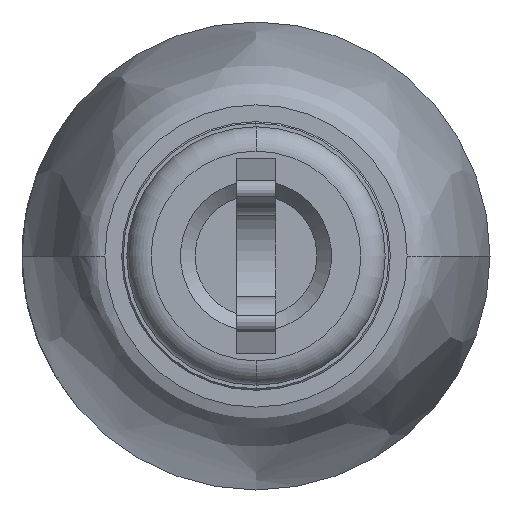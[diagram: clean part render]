
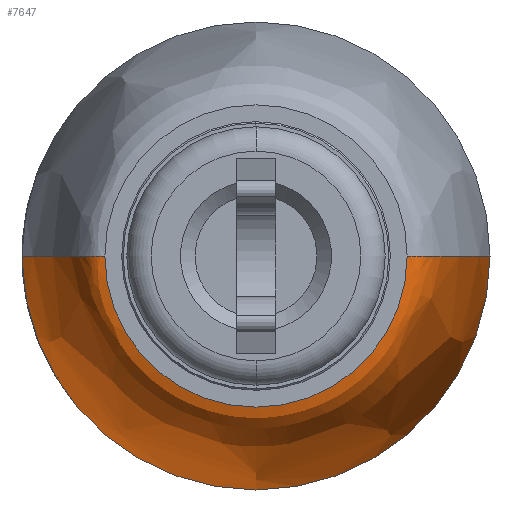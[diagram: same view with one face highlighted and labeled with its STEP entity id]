
A CAD part, left-side view. The second image highlights one B-rep face of the part: STEP entity #7647.
In plain terms, the highlighted free-form (B-spline) face has degree [3, 3] with [6, 4] control points.
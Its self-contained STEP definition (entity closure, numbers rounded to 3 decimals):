
#1526 = CARTESIAN_POINT ( 'NONE',  ( 4.822, -3.1, 0. ) ) ;
#2951 = CARTESIAN_POINT ( 'NONE',  ( 13.398, 4.8, -9.6 ) ) ;
#3115 = CARTESIAN_POINT ( 'NONE',  ( 4.822, -3.71, -7.421 ) ) ;
#3506 = VERTEX_POINT ( 'NONE', #20244 ) ;
#4449 = VERTEX_POINT ( 'NONE', #44393 ) ;
#5475 = EDGE_CURVE ( 'NONE', #8763, #34478, #44609, .T. ) ;
#6323 = AXIS2_PLACEMENT_3D ( 'NONE', #32392, #10963, #36002 ) ;
#6552 = CARTESIAN_POINT ( 'NONE',  ( 13.398, -4.8, 0. ) ) ;
#6697 = CARTESIAN_POINT ( 'NONE',  ( 4.822, 3.1, 0. ) ) ;
#7647 = ADVANCED_FACE ( 'NONE', ( #18348 ), #12075, .F. ) ;
#7729 = DIRECTION ( 'NONE',  ( -1., 0., 0. ) ) ;
#8155 = CIRCLE ( 'NONE', #6323, 4.8 ) ;
#8763 = VERTEX_POINT ( 'NONE', #40493 ) ;
#8944 = B_SPLINE_CURVE_WITH_KNOTS ( 'NONE', 3,
 ( #41638, #30896, #41801, #20192, #45407, #23843 ),
 .UNSPECIFIED., .F., .F.,
 ( 4, 1, 1, 4 ),
 ( 0., 0.429, 0.529, 1. ),
 .UNSPECIFIED. ) ;
#10163 = CARTESIAN_POINT ( 'NONE',  ( 10.153, 4.759, -9.518 ) ) ;
#10316 = CARTESIAN_POINT ( 'NONE',  ( 4.822, -3.1, -6.2 ) ) ;
#10668 = EDGE_CURVE ( 'NONE', #41522, #3506, #8944, .T. ) ;
#10963 = DIRECTION ( 'NONE',  ( -1., 0., 0. ) ) ;
#11605 = EDGE_CURVE ( 'NONE', #41522, #4449, #8155, .T. ) ;
#11842 = DIRECTION ( 'NONE',  ( -1., 0., 0. ) ) ;
#12075 =( BOUNDED_SURFACE ( )  B_SPLINE_SURFACE ( 3, 3, ( 
 ( #31239, #42314, #20687, #45928 ),
 ( #24339, #2951, #27961, #6552 ),
 ( #31545, #10163, #35175, #13708 ),
 ( #38806, #17293, #42476, #20835 ),
 ( #46090, #24499, #3115, #28115 ),
 ( #6697, #31700, #10316, #35319 ) ),
 .UNSPECIFIED., .F., .F., .T. ) 
 B_SPLINE_SURFACE_WITH_KNOTS ( ( 4, 1, 1, 4 ),
 ( 4, 4 ),
 ( 0., 0.429, 0.529, 1. ),
 ( 0., 1. ),
 .UNSPECIFIED. ) 
 GEOMETRIC_REPRESENTATION_ITEM ( )  RATIONAL_B_SPLINE_SURFACE ( (
 ( 1., 0.333, 0.333, 1.),
 ( 1., 0.333, 0.333, 1.),
 ( 1., 0.333, 0.333, 1.),
 ( 1., 0.333, 0.333, 1.),
 ( 1., 0.333, 0.333, 1.),
 ( 1., 0.333, 0.333, 1.) ) ) 
 REPRESENTATION_ITEM ( '' )  SURFACE ( )  );
#13708 = CARTESIAN_POINT ( 'NONE',  ( 10.153, -4.759, 0. ) ) ;
#15723 = CARTESIAN_POINT ( 'NONE',  ( 10.153, -4.759, 0. ) ) ;
#17293 = CARTESIAN_POINT ( 'NONE',  ( 6.753, 4.294, -8.588 ) ) ;
#18348 = FACE_OUTER_BOUND ( 'NONE', #44442, .T. ) ;
#19256 = CARTESIAN_POINT ( 'NONE',  ( 13.822, -4.8, 0. ) ) ;
#20192 = CARTESIAN_POINT ( 'NONE',  ( 6.753, 4.294, 0. ) ) ;
#20244 = CARTESIAN_POINT ( 'NONE',  ( 4.822, 3.1, 0. ) ) ;
#20687 = CARTESIAN_POINT ( 'NONE',  ( 13.822, -4.8, -9.6 ) ) ;
#20835 = CARTESIAN_POINT ( 'NONE',  ( 6.753, -4.294, 0. ) ) ;
#22681 = CARTESIAN_POINT ( 'NONE',  ( 13.398, -4.8, 0. ) ) ;
#22845 = CARTESIAN_POINT ( 'NONE',  ( 4.822, -3.71, 0. ) ) ;
#23843 = CARTESIAN_POINT ( 'NONE',  ( 4.822, 3.1, 0. ) ) ;
#24339 = CARTESIAN_POINT ( 'NONE',  ( 13.398, 4.8, 0. ) ) ;
#24499 = CARTESIAN_POINT ( 'NONE',  ( 4.822, 3.71, -7.421 ) ) ;
#27961 = CARTESIAN_POINT ( 'NONE',  ( 13.398, -4.8, -9.6 ) ) ;
#27967 = AXIS2_PLACEMENT_3D ( 'NONE', #33290, #11842, #36888 ) ;
#28115 = CARTESIAN_POINT ( 'NONE',  ( 4.822, -3.71, 0. ) ) ;
#28550 = ORIENTED_EDGE ( 'NONE', *, *, #11605, .T. ) ;
#28852 = EDGE_CURVE ( 'NONE', #3506, #34478, #35578, .T. ) ;
#29139 = CARTESIAN_POINT ( 'NONE',  ( 13.822, 0., 0. ) ) ;
#29649 = CARTESIAN_POINT ( 'NONE',  ( 4.822, -3.1, 0. ) ) ;
#30896 = CARTESIAN_POINT ( 'NONE',  ( 13.398, 4.8, 0. ) ) ;
#31239 = CARTESIAN_POINT ( 'NONE',  ( 13.822, 4.8, 0. ) ) ;
#31545 = CARTESIAN_POINT ( 'NONE',  ( 10.153, 4.759, 0. ) ) ;
#31700 = CARTESIAN_POINT ( 'NONE',  ( 4.822, 3.1, -6.2 ) ) ;
#32392 = CARTESIAN_POINT ( 'NONE',  ( 13.822, 0., 0. ) ) ;
#32763 = DIRECTION ( 'NONE',  ( 0., 0., 1. ) ) ;
#33101 = ORIENTED_EDGE ( 'NONE', *, *, #33126, .T. ) ;
#33126 = EDGE_CURVE ( 'NONE', #4449, #8763, #45617, .T. ) ;
#33290 = CARTESIAN_POINT ( 'NONE',  ( 4.822, 0., 0. ) ) ;
#33980 = CARTESIAN_POINT ( 'NONE',  ( 13.822, 4.8, 0. ) ) ;
#34478 = VERTEX_POINT ( 'NONE', #29649 ) ;
#34845 = AXIS2_PLACEMENT_3D ( 'NONE', #29139, #7729, #32763 ) ;
#35175 = CARTESIAN_POINT ( 'NONE',  ( 10.153, -4.759, -9.518 ) ) ;
#35319 = CARTESIAN_POINT ( 'NONE',  ( 4.822, -3.1, 0. ) ) ;
#35578 = CIRCLE ( 'NONE', #27967, 3.1 ) ;
#36002 = DIRECTION ( 'NONE',  ( 0., 0., 1. ) ) ;
#36888 = DIRECTION ( 'NONE',  ( 0., 0., 1. ) ) ;
#37656 = ORIENTED_EDGE ( 'NONE', *, *, #10668, .F. ) ;
#38717 = ORIENTED_EDGE ( 'NONE', *, *, #5475, .T. ) ;
#38806 = CARTESIAN_POINT ( 'NONE',  ( 6.753, 4.294, 0. ) ) ;
#40215 = ORIENTED_EDGE ( 'NONE', *, *, #28852, .F. ) ;
#40493 = CARTESIAN_POINT ( 'NONE',  ( 13.822, -4.8, 0. ) ) ;
#41522 = VERTEX_POINT ( 'NONE', #33980 ) ;
#41638 = CARTESIAN_POINT ( 'NONE',  ( 13.822, 4.8, 0. ) ) ;
#41801 = CARTESIAN_POINT ( 'NONE',  ( 10.153, 4.759, 0. ) ) ;
#42314 = CARTESIAN_POINT ( 'NONE',  ( 13.822, 4.8, -9.6 ) ) ;
#42476 = CARTESIAN_POINT ( 'NONE',  ( 6.753, -4.294, -8.588 ) ) ;
#44393 = CARTESIAN_POINT ( 'NONE',  ( 13.822, 0., -4.8 ) ) ;
#44442 = EDGE_LOOP ( 'NONE', ( #33101, #38717, #40215, #37656, #28550 ) ) ;
#44444 = CARTESIAN_POINT ( 'NONE',  ( 6.753, -4.294, 0. ) ) ;
#44609 = B_SPLINE_CURVE_WITH_KNOTS ( 'NONE', 3,
 ( #19256, #22681, #15723, #44444, #22845, #1526 ),
 .UNSPECIFIED., .F., .F.,
 ( 4, 1, 1, 4 ),
 ( 0., 0.429, 0.529, 1. ),
 .UNSPECIFIED. ) ;
#45407 = CARTESIAN_POINT ( 'NONE',  ( 4.822, 3.71, 0. ) ) ;
#45617 = CIRCLE ( 'NONE', #34845, 4.8 ) ;
#45928 = CARTESIAN_POINT ( 'NONE',  ( 13.822, -4.8, 0. ) ) ;
#46090 = CARTESIAN_POINT ( 'NONE',  ( 4.822, 3.71, 0. ) ) ;
